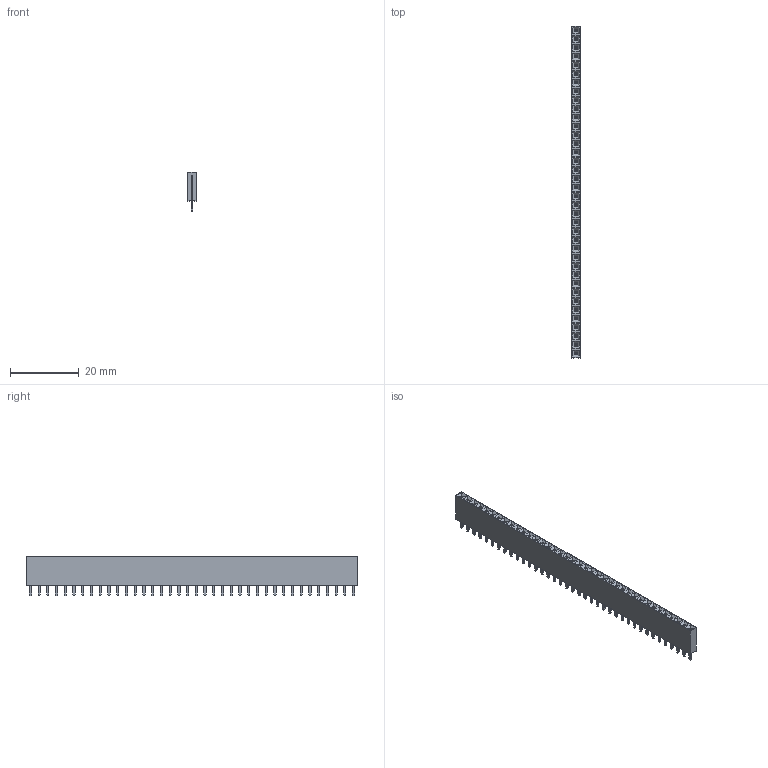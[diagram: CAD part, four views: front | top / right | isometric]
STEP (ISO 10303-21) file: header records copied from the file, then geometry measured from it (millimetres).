
FILE_DESCRIPTION(('FreeCAD Model'),'2;1');
FILE_NAME('Open CASCADE Shape Model','2023-05-12T03:20:31',( 'kicad StepUp'),('ksu MCAD'),'Open CASCADE STEP processor 7.6', 'FreeCAD','Unknown');
FILE_SCHEMA(('AUTOMOTIVE_DESIGN { 1 0 10303 214 1 1 1 1 }'));
Length unit declared in the file: millimetre
Products named in the file (40): Female_Header_1x38_P2.54_H8.5_straight; Pin_One037; Epoxy_Body037; Body753; Body754; Body755; Body756; Body757; Body758; Body759; Body760; Body761; Body750; Body762; Body763; Body764; Body765; Body766; Body767; Body768; Body769; Body770; Body771; Body772; Body773; Body774; Body775; Body776; Body777; Body778; Body779; Body780; Body781; Body782; Body783; Body784; Body785; Body786; Body787; Body788
Assembly tree (39 placements, depth 2):
  Female_Header_1x38_P2.54_H8.5_straight
    Pin_One037
    Epoxy_Body037
    Body753
    Body754
    Body755
    Body756
    Body757
    Body758
    Body759
    Body760
    Body761
    Body750
    Body762
    Body763
    Body764
    Body765
    Body766
    Body767
    Body768
    Body769
    Body770
    Body771
    Body772
    Body773
    Body774
    Body775
    Body776
    Body777
    Body778
    Body779
    Body780
    Body781
    Body782
    Body783
    Body784
    Body785
    Body786
    Body787
    Body788
Bounding box: 2.5 x 96.52 x 11.5 mm (x, y, z)
Volume: 1775 mm3; surface area: 5134 mm2
Topology: 39 solids, 39 shells, 1532 faces, 4286 edges, 2832 vertices
Faces by surface type: plane 1112, cylinder 268, bspline 152
Entity records: 49723 total; most frequent: CARTESIAN_POINT 9298, ORIENTED_EDGE 8572, DIRECTION 7586, EDGE_CURVE 4286, LINE 3522, VECTOR 3522, VERTEX_POINT 2832, AXIS2_PLACEMENT_3D 2032
